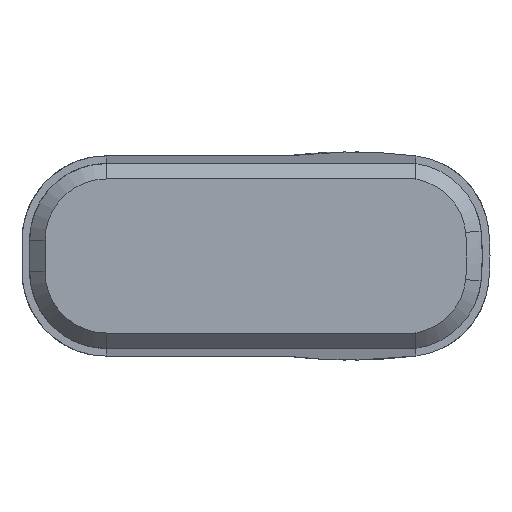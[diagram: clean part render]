
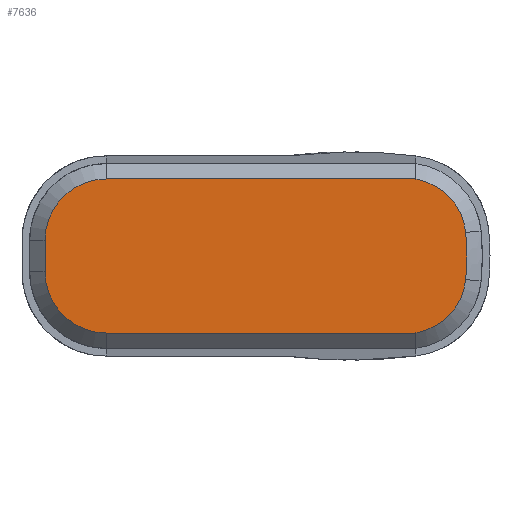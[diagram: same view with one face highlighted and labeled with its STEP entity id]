
A CAD part, front view. The second image highlights one B-rep face of the part: STEP entity #7636.
In plain terms, the highlighted planar face has unit normal (0, -1, 0).
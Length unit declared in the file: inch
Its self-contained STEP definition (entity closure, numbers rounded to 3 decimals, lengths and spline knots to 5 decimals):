
#105=PLANE('',#8145);
#364=LINE('',#12038,#731);
#367=LINE('',#12048,#734);
#371=LINE('',#12058,#738);
#373=LINE('',#12062,#740);
#374=LINE('',#12072,#741);
#731=VECTOR('',#8936,0.3937);
#734=VECTOR('',#8947,0.3937);
#738=VECTOR('',#8957,0.3937);
#740=VECTOR('',#8961,0.3937);
#741=VECTOR('',#8966,0.3937);
#1148=FACE_OUTER_BOUND('',#1620,.T.);
#1620=EDGE_LOOP('',(#4838,#4839,#4840,#4841,#4842,#4843,#4844,#4845,#4846,
#4847));
#2095=B_SPLINE_CURVE_WITH_KNOTS('',3,(#12066,#12067,#12068,#12069),
 .UNSPECIFIED.,.F.,.F.,(4,4),(-0.02214,0.02214),
 .UNSPECIFIED.);
#2465=CIRCLE('',#8139,0.31496);
#2467=CIRCLE('',#8143,0.31496);
#2468=CIRCLE('',#8146,0.30906);
#2469=CIRCLE('',#8147,0.30906);
#2888=VERTEX_POINT('',#12031);
#2891=VERTEX_POINT('',#12036);
#2893=VERTEX_POINT('',#12041);
#2894=VERTEX_POINT('',#12046);
#2895=VERTEX_POINT('',#12051);
#2897=VERTEX_POINT('',#12056);
#2898=VERTEX_POINT('',#12061);
#2899=VERTEX_POINT('',#12063);
#2900=VERTEX_POINT('',#12065);
#2901=VERTEX_POINT('',#12070);
#3612=EDGE_CURVE('',#2891,#2888,#364,.T.);
#3614=EDGE_CURVE('',#2893,#2891,#2465,.T.);
#3617=EDGE_CURVE('',#2894,#2893,#367,.T.);
#3620=EDGE_CURVE('',#2895,#2894,#2467,.T.);
#3622=EDGE_CURVE('',#2897,#2895,#371,.T.);
#3624=EDGE_CURVE('',#2897,#2898,#373,.T.);
#3625=EDGE_CURVE('',#2899,#2898,#2468,.T.);
#3626=EDGE_CURVE('',#2900,#2899,#2095,.T.);
#3627=EDGE_CURVE('',#2901,#2900,#2469,.T.);
#3628=EDGE_CURVE('',#2901,#2888,#374,.T.);
#4838=ORIENTED_EDGE('',*,*,#3612,.F.);
#4839=ORIENTED_EDGE('',*,*,#3614,.F.);
#4840=ORIENTED_EDGE('',*,*,#3617,.F.);
#4841=ORIENTED_EDGE('',*,*,#3620,.F.);
#4842=ORIENTED_EDGE('',*,*,#3622,.F.);
#4843=ORIENTED_EDGE('',*,*,#3624,.T.);
#4844=ORIENTED_EDGE('',*,*,#3625,.F.);
#4845=ORIENTED_EDGE('',*,*,#3626,.F.);
#4846=ORIENTED_EDGE('',*,*,#3627,.F.);
#4847=ORIENTED_EDGE('',*,*,#3628,.T.);
#7636=ADVANCED_FACE('',(#1148),#105,.T.);
#8139=AXIS2_PLACEMENT_3D('',#12043,#8940,#8941);
#8143=AXIS2_PLACEMENT_3D('',#12053,#8952,#8953);
#8145=AXIS2_PLACEMENT_3D('',#12060,#8959,#8960);
#8146=AXIS2_PLACEMENT_3D('',#12064,#8962,#8963);
#8147=AXIS2_PLACEMENT_3D('',#12071,#8964,#8965);
#8936=DIRECTION('',(1.,0.,0.));
#8940=DIRECTION('center_axis',(0.,1.,0.));
#8941=DIRECTION('ref_axis',(0.,0.,1.));
#8947=DIRECTION('',(0.,0.,1.));
#8952=DIRECTION('center_axis',(0.,1.,0.));
#8953=DIRECTION('ref_axis',(-1.,0.,0.));
#8957=DIRECTION('',(-1.,0.,0.));
#8959=DIRECTION('center_axis',(0.,-1.,0.));
#8960=DIRECTION('ref_axis',(0.,0.,-1.));
#8961=DIRECTION('',(0.,0.,1.));
#8962=DIRECTION('center_axis',(0.,1.,0.));
#8963=DIRECTION('ref_axis',(0.135,0.,-0.991));
#8964=DIRECTION('center_axis',(0.,1.,0.));
#8965=DIRECTION('ref_axis',(0.995,0.,0.102));
#8966=DIRECTION('',(0.,0.,1.));
#12031=CARTESIAN_POINT('',(0.33111,-0.23622,0.39497));
#12036=CARTESIAN_POINT('',(-1.25502,-0.23622,0.39497));
#12038=CARTESIAN_POINT('',(-0.07881,-0.23622,0.39497));
#12041=CARTESIAN_POINT('',(-1.56998,-0.23622,0.08));
#12043=CARTESIAN_POINT('Origin',(-1.25502,-0.23622,0.08));
#12046=CARTESIAN_POINT('',(-1.56998,-0.23622,-0.08));
#12048=CARTESIAN_POINT('',(-1.56998,-0.23622,0.04));
#12051=CARTESIAN_POINT('',(-1.25502,-0.23622,-0.39497));
#12053=CARTESIAN_POINT('Origin',(-1.25502,-0.23622,-0.08));
#12056=CARTESIAN_POINT('',(0.33111,-0.23622,-0.39497));
#12058=CARTESIAN_POINT('',(-0.87187,-0.23622,-0.39497));
#12060=CARTESIAN_POINT('Origin',(-0.48873,-0.23622,0.));
#12061=CARTESIAN_POINT('',(0.33111,-0.23622,-0.39373));
#12062=CARTESIAN_POINT('',(0.33111,-0.23622,-0.23685));
#12063=CARTESIAN_POINT('',(0.58634,-0.23622,-0.12061));
#12064=CARTESIAN_POINT('Origin',(0.2789,-0.23622,-0.08911));
#12065=CARTESIAN_POINT('',(0.58634,-0.23622,0.12061));
#12066=CARTESIAN_POINT('Ctrl Pts',(0.58634,-0.23622,
0.12061));
#12067=CARTESIAN_POINT('Ctrl Pts',(0.59458,-0.23622,
0.04016));
#12068=CARTESIAN_POINT('Ctrl Pts',(0.59458,-0.23622,
-0.04016));
#12069=CARTESIAN_POINT('Ctrl Pts',(0.58634,-0.23622,
-0.12061));
#12070=CARTESIAN_POINT('',(0.33111,-0.23622,0.39373));
#12071=CARTESIAN_POINT('Origin',(0.2789,-0.23622,0.08911));
#12072=CARTESIAN_POINT('',(0.33111,-0.23622,0.23669));
